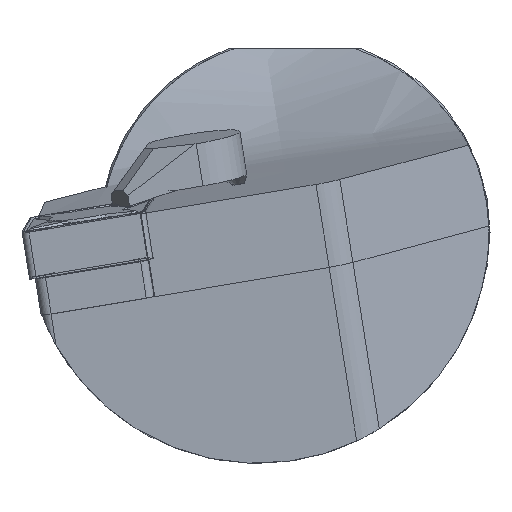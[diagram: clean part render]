
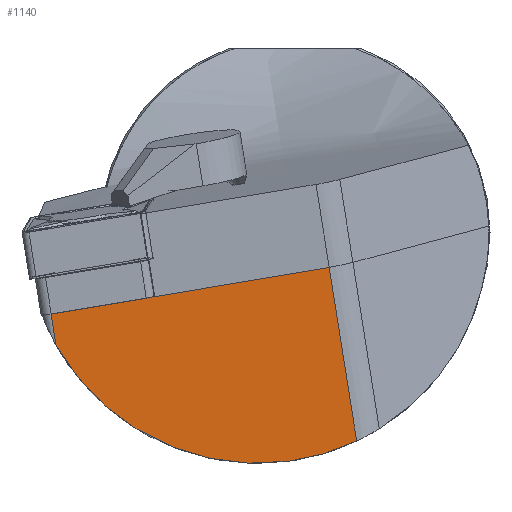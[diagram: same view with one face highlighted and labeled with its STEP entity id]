
A CAD part, left-side view. The second image highlights one B-rep face of the part: STEP entity #1140.
In plain terms, the highlighted planar face has unit normal (-0.991, -0.102, -0.089).
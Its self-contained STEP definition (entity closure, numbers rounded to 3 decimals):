
#27=ELLIPSE('',#3055,29.875,29.6);
#1025=FACE_OUTER_BOUND('',#1351,.T.);
#1140=ADVANCED_FACE('',(#1025),#1233,.F.);
#1233=PLANE('',#3056);
#1351=EDGE_LOOP('',(#2105,#2106,#2107,#2108,#2109,#2110));
#1520=LINE('',#4113,#1698);
#1521=LINE('',#4116,#1699);
#1522=LINE('',#4118,#1700);
#1523=LINE('',#4120,#1701);
#1524=LINE('',#4124,#1702);
#1698=VECTOR('',#3496,1.);
#1699=VECTOR('',#3497,1.);
#1700=VECTOR('',#3498,1.);
#1701=VECTOR('',#3499,1.);
#1702=VECTOR('',#3502,1.);
#2105=ORIENTED_EDGE('',*,*,#2736,.F.);
#2106=ORIENTED_EDGE('',*,*,#2737,.T.);
#2107=ORIENTED_EDGE('',*,*,#2738,.T.);
#2108=ORIENTED_EDGE('',*,*,#2739,.F.);
#2109=ORIENTED_EDGE('',*,*,#2740,.T.);
#2110=ORIENTED_EDGE('',*,*,#2741,.T.);
#2481=VERTEX_POINT('',#4114);
#2482=VERTEX_POINT('',#4115);
#2483=VERTEX_POINT('',#4117);
#2484=VERTEX_POINT('',#4119);
#2485=VERTEX_POINT('',#4121);
#2486=VERTEX_POINT('',#4123);
#2736=EDGE_CURVE('',#2481,#2482,#1520,.T.);
#2737=EDGE_CURVE('',#2481,#2483,#1521,.T.);
#2738=EDGE_CURVE('',#2483,#2484,#1522,.T.);
#2739=EDGE_CURVE('',#2485,#2484,#1523,.T.);
#2740=EDGE_CURVE('',#2485,#2486,#27,.T.);
#2741=EDGE_CURVE('',#2486,#2482,#1524,.T.);
#3055=AXIS2_PLACEMENT_3D('',#4122,#3500,#3501);
#3056=AXIS2_PLACEMENT_3D('',#4125,#3503,#3504);
#3496=DIRECTION('',(0.086,-0.983,0.165));
#3497=DIRECTION('',(-0.086,0.983,-0.165));
#3498=DIRECTION('',(-0.086,0.983,-0.165));
#3499=DIRECTION('',(-0.105,0.156,0.982));
#3500=DIRECTION('',(-0.991,-0.102,-0.089));
#3501=DIRECTION('',(-0.135,0.744,0.654));
#3502=DIRECTION('',(-0.105,0.156,0.982));
#3503=DIRECTION('',(0.991,0.102,0.089));
#3504=DIRECTION('',(0.102,-0.995,0.));
#4113=CARTESIAN_POINT('',(-219.86,-15.548,-4.731));
#4114=CARTESIAN_POINT('',(-221.821,6.864,-8.49));
#4115=CARTESIAN_POINT('',(-219.86,-15.548,-4.731));
#4116=CARTESIAN_POINT('',(-219.86,-15.548,-4.731));
#4117=CARTESIAN_POINT('',(-221.853,7.236,-8.552));
#4118=CARTESIAN_POINT('',(-219.86,-15.548,-4.731));
#4119=CARTESIAN_POINT('',(-222.975,20.06,-10.703));
#4120=CARTESIAN_POINT('',(-275.625,98.422,484.058));
#4121=CARTESIAN_POINT('',(-222.55,19.428,-14.694));
#4122=CARTESIAN_POINT('',(-221.205,-6.395,-0.225));
#4123=CARTESIAN_POINT('',(-217.493,-19.071,-26.974));
#4124=CARTESIAN_POINT('',(-272.509,62.814,490.029));
#4125=CARTESIAN_POINT('',(-272.509,62.814,490.029));
